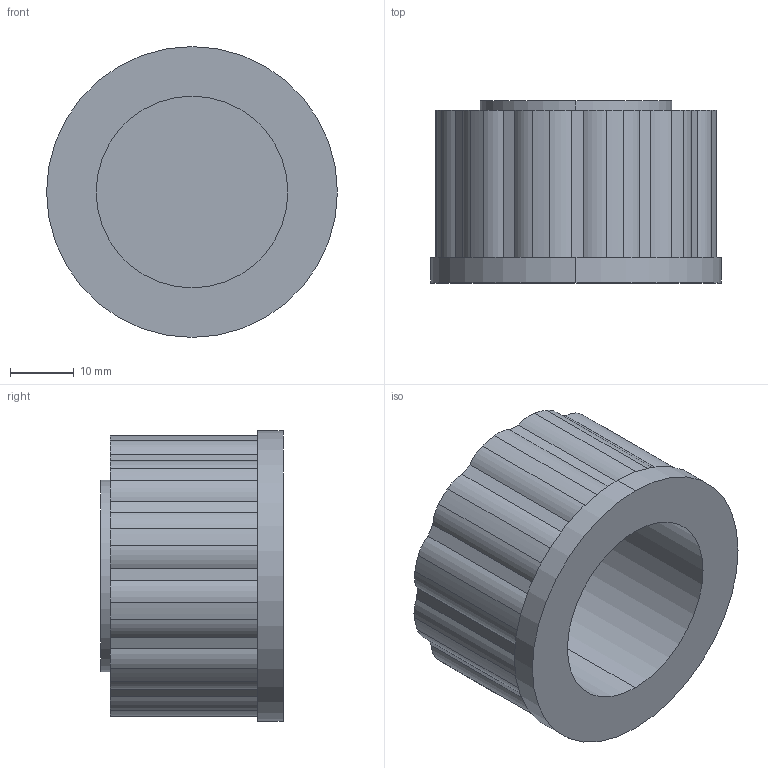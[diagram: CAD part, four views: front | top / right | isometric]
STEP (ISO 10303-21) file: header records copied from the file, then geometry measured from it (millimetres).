
FILE_DESCRIPTION (( 'STEP AP203' ), '1' );
FILE_NAME ('20-019431.step', '2022-04-19T12:33:06', ( '' ), ( '' ), 'SwSTEP 2.0', 'SolidWorks 2021', '' );
FILE_SCHEMA (( 'CONFIG_CONTROL_DESIGN' ));
Length unit declared in the file: millimetre
Products named in the file (1): 20-019431
Bounding box: 45.5 x 28.5 x 45.5 mm (x, y, z)
Volume: 25938.3 mm3; surface area: 10829.4 mm2
Topology: 2 solids, 2 shells, 68 faces, 180 edges, 120 vertices
Faces by surface type: cylinder 48, plane 20
Entity records: 2235 total; most frequent: DIRECTION 414, CARTESIAN_POINT 369, ORIENTED_EDGE 360, EDGE_CURVE 180, AXIS2_PLACEMENT_3D 165, VERTEX_POINT 120, CIRCLE 96, VECTOR 84
